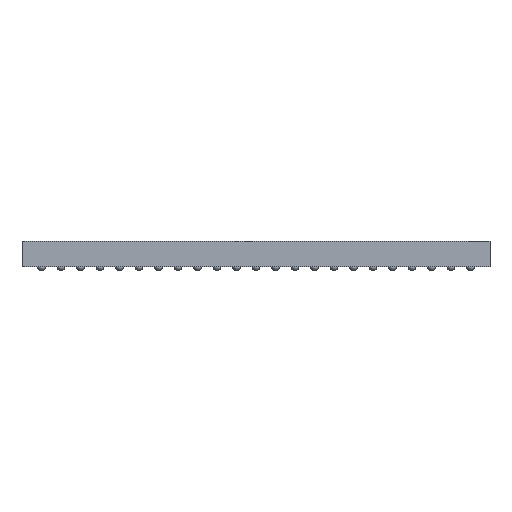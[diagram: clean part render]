
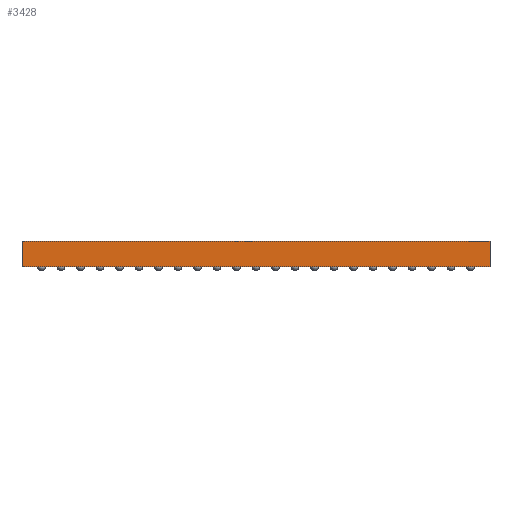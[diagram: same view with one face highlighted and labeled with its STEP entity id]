
A CAD part, left-side view. The second image highlights one B-rep face of the part: STEP entity #3428.
In plain terms, the highlighted planar face has unit normal (-1, 0, 0).
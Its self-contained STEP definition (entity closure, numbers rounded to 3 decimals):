
#32 = EDGE_CURVE('',#33,#35,#37,.T.);
#33 = VERTEX_POINT('',#34);
#34 = CARTESIAN_POINT('',(-6.,6.,0.105));
#35 = VERTEX_POINT('',#36);
#36 = CARTESIAN_POINT('',(-6.,-6.,0.105));
#37 = LINE('',#38,#39);
#38 = CARTESIAN_POINT('',(-6.,6.,0.105));
#39 = VECTOR('',#40,1.);
#40 = DIRECTION('',(0.,-1.,0.));
#3428 = ADVANCED_FACE('',(#3429),#3454,.T.);
#3429 = FACE_BOUND('',#3430,.F.);
#3430 = EDGE_LOOP('',(#3431,#3432,#3440,#3448));
#3431 = ORIENTED_EDGE('',*,*,#32,.F.);
#3432 = ORIENTED_EDGE('',*,*,#3433,.T.);
#3433 = EDGE_CURVE('',#33,#3434,#3436,.T.);
#3434 = VERTEX_POINT('',#3435);
#3435 = CARTESIAN_POINT('',(-6.,6.,0.755));
#3436 = LINE('',#3437,#3438);
#3437 = CARTESIAN_POINT('',(-6.,6.,0.105));
#3438 = VECTOR('',#3439,1.);
#3439 = DIRECTION('',(0.,0.,1.));
#3440 = ORIENTED_EDGE('',*,*,#3441,.T.);
#3441 = EDGE_CURVE('',#3434,#3442,#3444,.T.);
#3442 = VERTEX_POINT('',#3443);
#3443 = CARTESIAN_POINT('',(-6.,-6.,0.755));
#3444 = LINE('',#3445,#3446);
#3445 = CARTESIAN_POINT('',(-6.,6.,0.755));
#3446 = VECTOR('',#3447,1.);
#3447 = DIRECTION('',(0.,-1.,0.));
#3448 = ORIENTED_EDGE('',*,*,#3449,.F.);
#3449 = EDGE_CURVE('',#35,#3442,#3450,.T.);
#3450 = LINE('',#3451,#3452);
#3451 = CARTESIAN_POINT('',(-6.,-6.,0.105));
#3452 = VECTOR('',#3453,1.);
#3453 = DIRECTION('',(0.,0.,1.));
#3454 = PLANE('',#3455);
#3455 = AXIS2_PLACEMENT_3D('',#3456,#3457,#3458);
#3456 = CARTESIAN_POINT('',(-6.,6.,0.105));
#3457 = DIRECTION('',(-1.,0.,0.));
#3458 = DIRECTION('',(0.,-1.,0.));
